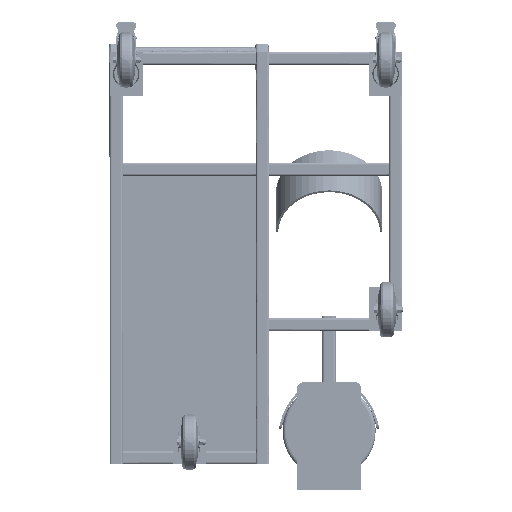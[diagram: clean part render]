
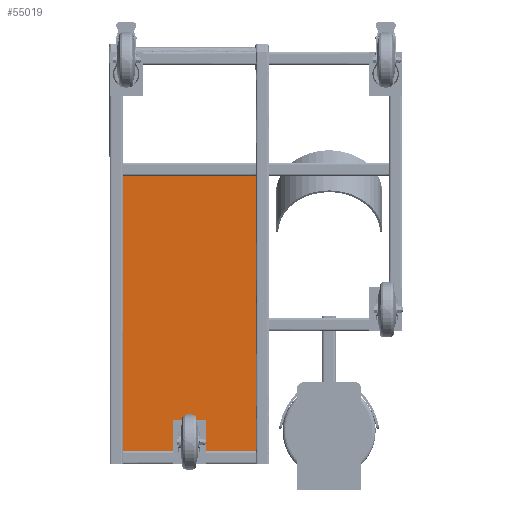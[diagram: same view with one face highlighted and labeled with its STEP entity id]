
A CAD part, front view. The second image highlights one B-rep face of the part: STEP entity #55019.
In plain terms, the highlighted free-form (B-spline) face has degree [1, 1] with [2, 2] control points.
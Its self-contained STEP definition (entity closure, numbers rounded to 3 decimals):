
#54899 = EDGE_CURVE('',#54900,#54902,#54904,.T.);
#54900 = VERTEX_POINT('',#54901);
#54901 = CARTESIAN_POINT('',(-149.292,29.858,
    1204.117));
#54902 = VERTEX_POINT('',#54903);
#54903 = CARTESIAN_POINT('',(-149.292,29.858,
    555.767));
#54904 = B_SPLINE_CURVE_WITH_KNOTS('',1,(#54905,#54906),.UNSPECIFIED.,
  .F.,.F.,(2,2),(-651.423,0.),.PIECEWISE_BEZIER_KNOTS.);
#54905 = CARTESIAN_POINT('',(-149.292,29.858,
    1204.117));
#54906 = CARTESIAN_POINT('',(-149.292,29.858,
    555.767));
#54935 = EDGE_CURVE('',#54902,#54936,#54938,.T.);
#54936 = VERTEX_POINT('',#54937);
#54937 = CARTESIAN_POINT('',(-506.078,29.858,
    555.767));
#54938 = B_SPLINE_CURVE_WITH_KNOTS('',1,(#54939,#54940),.UNSPECIFIED.,
  .F.,.F.,(2,2),(0.,358.477),.PIECEWISE_BEZIER_KNOTS.);
#54939 = CARTESIAN_POINT('',(-149.292,29.858,
    555.767));
#54940 = CARTESIAN_POINT('',(-506.078,29.858,
    555.767));
#54963 = EDGE_CURVE('',#54936,#54964,#54966,.T.);
#54964 = VERTEX_POINT('',#54965);
#54965 = CARTESIAN_POINT('',(-506.078,29.858,
    1204.117));
#54966 = B_SPLINE_CURVE_WITH_KNOTS('',1,(#54967,#54968),.UNSPECIFIED.,
  .F.,.F.,(2,2),(0.,651.423),.PIECEWISE_BEZIER_KNOTS.);
#54967 = CARTESIAN_POINT('',(-506.078,29.858,
    555.767));
#54968 = CARTESIAN_POINT('',(-506.078,29.858,
    1204.117));
#54991 = EDGE_CURVE('',#54964,#54900,#54992,.T.);
#54992 = B_SPLINE_CURVE_WITH_KNOTS('',1,(#54993,#54994),.UNSPECIFIED.,
  .F.,.F.,(2,2),(-358.477,0.),.PIECEWISE_BEZIER_KNOTS.);
#54993 = CARTESIAN_POINT('',(-506.078,29.858,
    1204.117));
#54994 = CARTESIAN_POINT('',(-149.292,29.858,
    1204.117));
#55019 = ADVANCED_FACE('',(#55020),#55026,.T.);
#55020 = FACE_BOUND('',#55021,.T.);
#55021 = EDGE_LOOP('',(#55022,#55023,#55024,#55025));
#55022 = ORIENTED_EDGE('',*,*,#54899,.F.);
#55023 = ORIENTED_EDGE('',*,*,#54991,.F.);
#55024 = ORIENTED_EDGE('',*,*,#54963,.F.);
#55025 = ORIENTED_EDGE('',*,*,#54935,.F.);
#55026 = B_SPLINE_SURFACE_WITH_KNOTS('',1,1,(
    (#55027,#55028)
    ,(#55029,#55030
    )),.UNSPECIFIED.,.F.,.F.,.F.,(2,2),(2,2),(-15.,343.477),(
    263.477,914.9),.PIECEWISE_BEZIER_KNOTS.);
#55027 = CARTESIAN_POINT('',(-149.292,29.858,
    1204.117));
#55028 = CARTESIAN_POINT('',(-149.292,29.858,
    555.767));
#55029 = CARTESIAN_POINT('',(-506.078,29.858,
    1204.117));
#55030 = CARTESIAN_POINT('',(-506.078,29.858,
    555.767));
